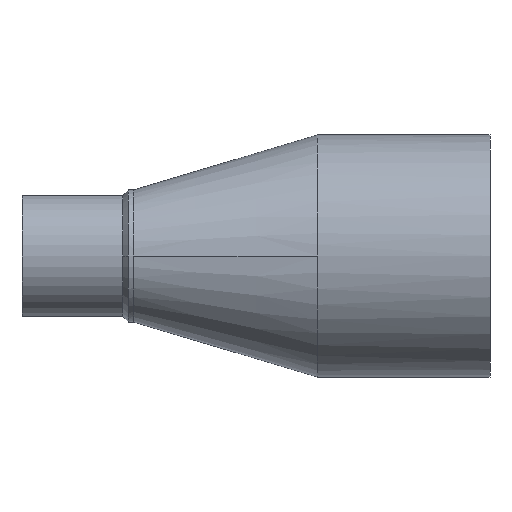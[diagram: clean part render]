
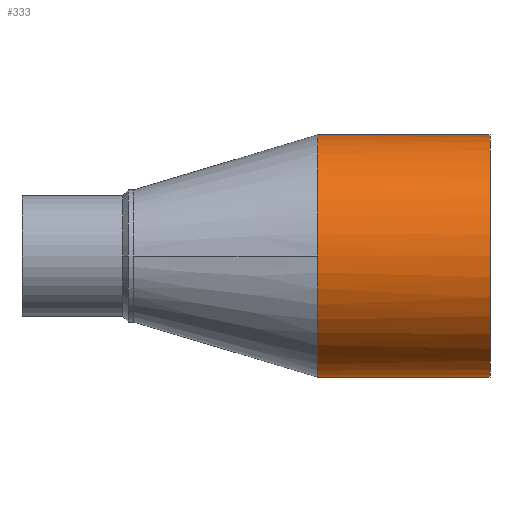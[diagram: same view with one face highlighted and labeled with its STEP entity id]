
A CAD part, front view. The second image highlights one B-rep face of the part: STEP entity #333.
In plain terms, the highlighted cylindrical face has radius 90 mm (diameter 180 mm), a partial arc.
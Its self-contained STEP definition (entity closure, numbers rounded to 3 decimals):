
#131 = VERTEX_POINT( '', #361 );
#133 = EDGE_CURVE( '', #153, #245, #363, .T. );
#153 = VERTEX_POINT( '', #384 );
#199 = VERTEX_POINT( '', #432 );
#233 = EDGE_CURVE( '', #131, #153, #470, .T. );
#245 = VERTEX_POINT( '', #485 );
#261 = VERTEX_POINT( '', #502 );
#275 = EDGE_CURVE( '', #199, #131, #516, .T. );
#303 = EDGE_CURVE( '', #245, #261, #547, .T. );
#331 = EDGE_CURVE( '', #261, #199, #578, .T. );
#333 = ADVANCED_FACE( '', ( #580 ), #581, .T. );
#361 = CARTESIAN_POINT( '', ( 348., 0., 90. ) );
#363 = B_SPLINE_CURVE_WITH_KNOTS( '', 3, ( #604, #605, #606, #607, #608, #609, #610, #611, #612, #613, #614 ), .UNSPECIFIED., .F., .F., ( 4, 1, 1, 1, 1, 1, 1, 1, 4 ), ( 1.571, 1.767, 1.963, 2.16, 2.356, 2.553, 2.749, 2.945, 3.142 ), .UNSPECIFIED. );
#384 = CARTESIAN_POINT( '', ( 219.5, 0., 90. ) );
#432 = CARTESIAN_POINT( '', ( 348., 0., -90. ) );
#470 = LINE( '', #859, #860 );
#485 = CARTESIAN_POINT( '', ( 219.5, -90., 0. ) );
#502 = CARTESIAN_POINT( '', ( 219.5, 0., -90. ) );
#516 = CIRCLE( '', #966, 90. );
#547 = B_SPLINE_CURVE_WITH_KNOTS( '', 3, ( #1824, #1825, #1826, #1827, #1828, #1829, #1830, #1831, #1832, #1833, #1834 ), .UNSPECIFIED., .F., .F., ( 4, 1, 1, 1, 1, 1, 1, 1, 4 ), ( 3.142, 3.338, 3.534, 3.731, 3.927, 4.123, 4.32, 4.516, 4.712 ), .UNSPECIFIED. );
#578 = LINE( '', #2161, #2162 );
#580 = FACE_OUTER_BOUND( '', #2164, .T. );
#581 = CYLINDRICAL_SURFACE( '', #2165, 90. );
#604 = CARTESIAN_POINT( '', ( 219.5, 0., 90. ) );
#605 = CARTESIAN_POINT( '', ( 219.5, -5.89, 90. ) );
#606 = CARTESIAN_POINT( '', ( 219.5, -17.671, 88.84 ) );
#607 = CARTESIAN_POINT( '', ( 219.5, -34.664, 83.685 ) );
#608 = CARTESIAN_POINT( '', ( 219.5, -50.324, 75.315 ) );
#609 = CARTESIAN_POINT( '', ( 219.5, -64.05, 64.05 ) );
#610 = CARTESIAN_POINT( '', ( 219.5, -75.315, 50.324 ) );
#611 = CARTESIAN_POINT( '', ( 219.5, -83.685, 34.663 ) );
#612 = CARTESIAN_POINT( '', ( 219.5, -88.84, 17.671 ) );
#613 = CARTESIAN_POINT( '', ( 219.5, -90., 5.89 ) );
#614 = CARTESIAN_POINT( '', ( 219.5, -90., 0. ) );
#859 = CARTESIAN_POINT( '', ( 219.5, 0., 90. ) );
#860 = VECTOR( '', #2272, 1. );
#966 = AXIS2_PLACEMENT_3D( '', #2314, #2315, #2316 );
#1824 = CARTESIAN_POINT( '', ( 219.5, -90., 0. ) );
#1825 = CARTESIAN_POINT( '', ( 219.5, -90., -5.89 ) );
#1826 = CARTESIAN_POINT( '', ( 219.5, -88.84, -17.671 ) );
#1827 = CARTESIAN_POINT( '', ( 219.5, -83.685, -34.664 ) );
#1828 = CARTESIAN_POINT( '', ( 219.5, -75.315, -50.324 ) );
#1829 = CARTESIAN_POINT( '', ( 219.5, -64.05, -64.05 ) );
#1830 = CARTESIAN_POINT( '', ( 219.5, -50.324, -75.315 ) );
#1831 = CARTESIAN_POINT( '', ( 219.5, -34.663, -83.685 ) );
#1832 = CARTESIAN_POINT( '', ( 219.5, -17.671, -88.84 ) );
#1833 = CARTESIAN_POINT( '', ( 219.5, -5.89, -90. ) );
#1834 = CARTESIAN_POINT( '', ( 219.5, 0., -90. ) );
#2161 = CARTESIAN_POINT( '', ( 219.5, 0., -90. ) );
#2162 = VECTOR( '', #2387, 1. );
#2164 = EDGE_LOOP( '', ( #2389, #2390, #2391, #2392, #2393 ) );
#2165 = AXIS2_PLACEMENT_3D( '', #2394, #2395, #2396 );
#2272 = DIRECTION( '', ( -1., 0., 0. ) );
#2314 = CARTESIAN_POINT( '', ( 348., 0., 0. ) );
#2315 = DIRECTION( '', ( -1., 0., 0. ) );
#2316 = DIRECTION( '', ( 0., 0., -1. ) );
#2387 = DIRECTION( '', ( 1., 0., 0. ) );
#2389 = ORIENTED_EDGE( '', *, *, #331, .T. );
#2390 = ORIENTED_EDGE( '', *, *, #275, .T. );
#2391 = ORIENTED_EDGE( '', *, *, #233, .T. );
#2392 = ORIENTED_EDGE( '', *, *, #133, .T. );
#2393 = ORIENTED_EDGE( '', *, *, #303, .T. );
#2394 = CARTESIAN_POINT( '', ( 219.5, 0., 0. ) );
#2395 = DIRECTION( '', ( -1., 0., 0. ) );
#2396 = DIRECTION( '', ( 0., 0., -1. ) );
